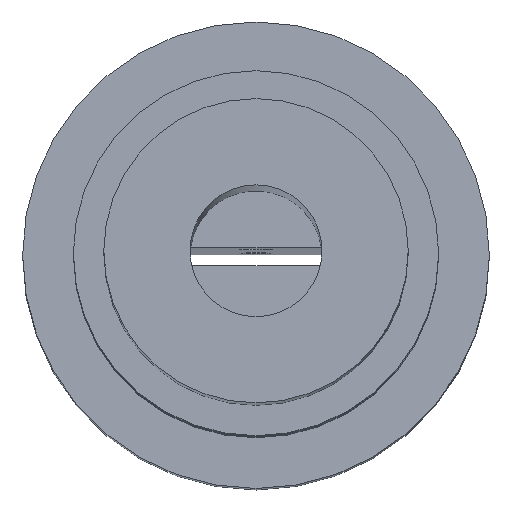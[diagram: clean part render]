
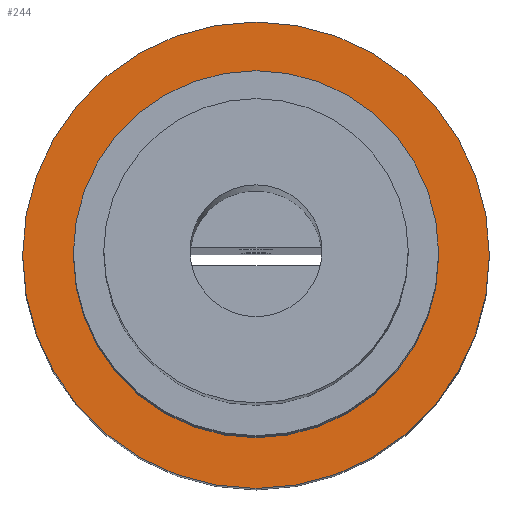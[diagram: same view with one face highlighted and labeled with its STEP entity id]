
A CAD part, top view. The second image highlights one B-rep face of the part: STEP entity #244.
In plain terms, the highlighted face is planar.
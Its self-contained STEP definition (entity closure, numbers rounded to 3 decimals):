
#244=ADVANCED_FACE('',(#451,#453),#455,.T.);
#451=FACE_BOUND('',#452,.T.);
#452=EDGE_LOOP('',(#585));
#453=FACE_BOUND('',#454,.T.);
#454=EDGE_LOOP('',(#586));
#455=PLANE('',#456);
#456=AXIS2_PLACEMENT_3D('',#457,#458,#459);
#457=CARTESIAN_POINT('',(0.,12.7,0.));
#458=DIRECTION('',(0.,-1.,0.));
#459=DIRECTION('',(-1.,0.,0.));
#585=ORIENTED_EDGE('',*,*,#631,.F.);
#586=ORIENTED_EDGE('',*,*,#633,.T.);
#631=EDGE_CURVE('',#692,#692,#693,.T.);
#633=EDGE_CURVE('',#696,#696,#697,.T.);
#692=VERTEX_POINT('',#1079);
#693=CIRCLE('',#1080,23.);
#696=VERTEX_POINT('',#1089);
#697=CIRCLE('',#1090,18.);
#1079=CARTESIAN_POINT('',(-23.,12.7,0.));
#1080=AXIS2_PLACEMENT_3D('',#1081,#1082,#1083);
#1081=CARTESIAN_POINT('',(0.,12.7,0.));
#1082=DIRECTION('',(0.,1.,-0.));
#1083=DIRECTION('',(-1.,0.,0.));
#1089=CARTESIAN_POINT('',(-18.,12.7,0.));
#1090=AXIS2_PLACEMENT_3D('',#1091,#1092,#1093);
#1091=CARTESIAN_POINT('',(0.,12.7,0.));
#1092=DIRECTION('',(0.,1.,-0.));
#1093=DIRECTION('',(-1.,0.,0.));
